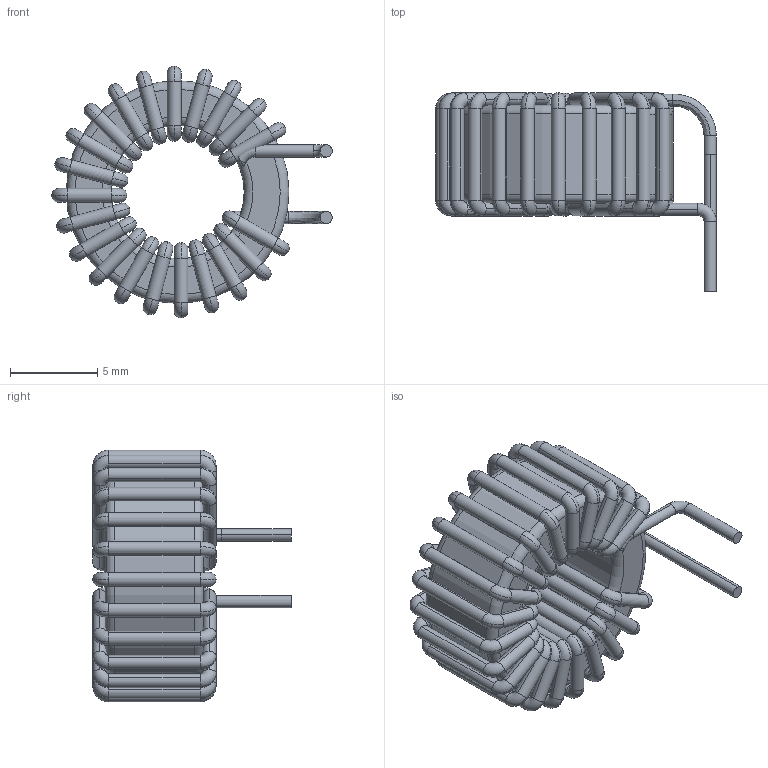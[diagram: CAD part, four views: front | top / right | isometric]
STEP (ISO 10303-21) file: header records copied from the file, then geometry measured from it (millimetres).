
FILE_DESCRIPTION (( 'STEP AP214' ), '1' );
FILE_NAME ('1305.STEP', '2025-05-13T08:22:13', ( '' ), ( '' ), 'SwSTEP 2.0', 'SolidWorks 2024', '' );
FILE_SCHEMA (( 'AUTOMOTIVE_DESIGN' ));
Length unit declared in the file: millimetre
Products named in the file (1): 1305
Bounding box: 16.05 x 11.35 x 14.4 mm (x, y, z)
Volume: 660.8 mm3; surface area: 1536.9 mm2
Topology: 24 solids, 24 shells, 377 faces, 1103 edges, 732 vertices
Faces by surface type: cylinder 186, torus 180, plane 7, bspline 4
Entity records: 17892 total; most frequent: DIRECTION 2733, CARTESIAN_POINT 2583, ORIENTED_EDGE 2206, AXIS2_PLACEMENT_3D 1274, EDGE_CURVE 1103, CIRCLE 900, VERTEX_POINT 732, UNCERTAINTY_MEASURE_WITH_UNIT 402
